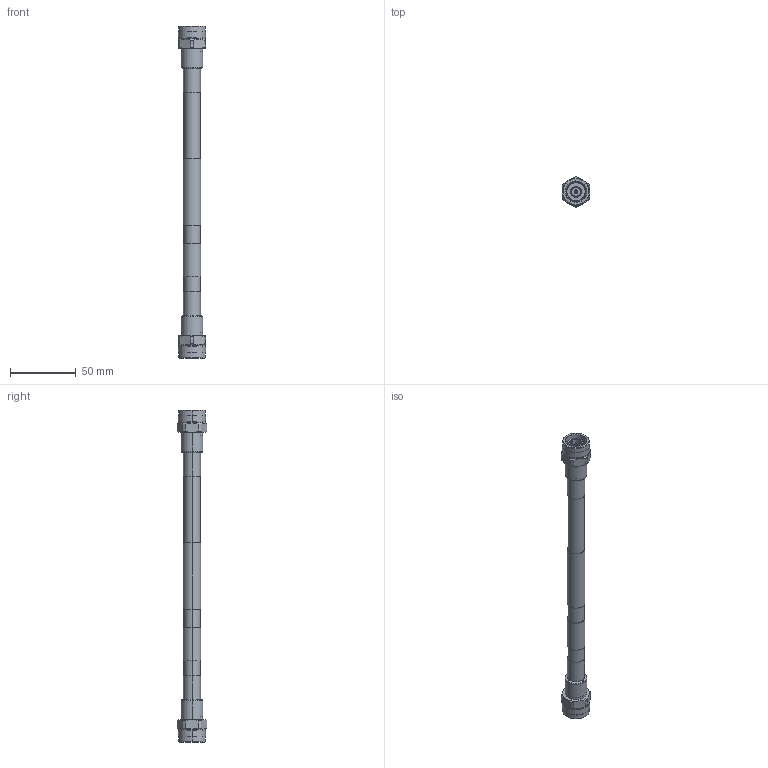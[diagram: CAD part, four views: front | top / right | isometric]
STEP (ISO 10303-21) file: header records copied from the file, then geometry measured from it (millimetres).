
FILE_DESCRIPTION (( 'STEP AP214' ), '1' );
FILE_NAME ('LCCA31059.step', '2022-10-04T19:21:46', ( '' ), ( '' ), 'SwSTEP 2.0', 'SolidWorks 2021', '' );
FILE_SCHEMA (( 'AUTOMOTIVE_DESIGN' ));
Length unit declared in the file: inch
Products named in the file (3):  SPP-500-LLPL ^LCCA31059_SPP-500-LLPL; TC-500-NM-LP-LC^LCCA31059; LCCA31059
Assembly tree (3 placements, depth 2):
  LCCA31059
     SPP-500-LLPL ^LCCA31059_SPP-500-LLPL
    TC-500-NM-LP-LC^LCCA31059  x2
Bounding box: 20.92 x 22.59 x 253.45 mm (x, y, z)
Volume: 31390.7 mm3; surface area: 27252.6 mm2
Topology: 7 solids, 7 shells, 260 faces, 650 edges, 420 vertices
Faces by surface type: cylinder 108, plane 76, cone 58, bspline 18
Entity records: 5572 total; most frequent: CARTESIAN_POINT 2175, DIRECTION 693, ORIENTED_EDGE 680, EDGE_CURVE 340, AXIS2_PLACEMENT_3D 286, VERTEX_POINT 220, EDGE_LOOP 154, CIRCLE 151
